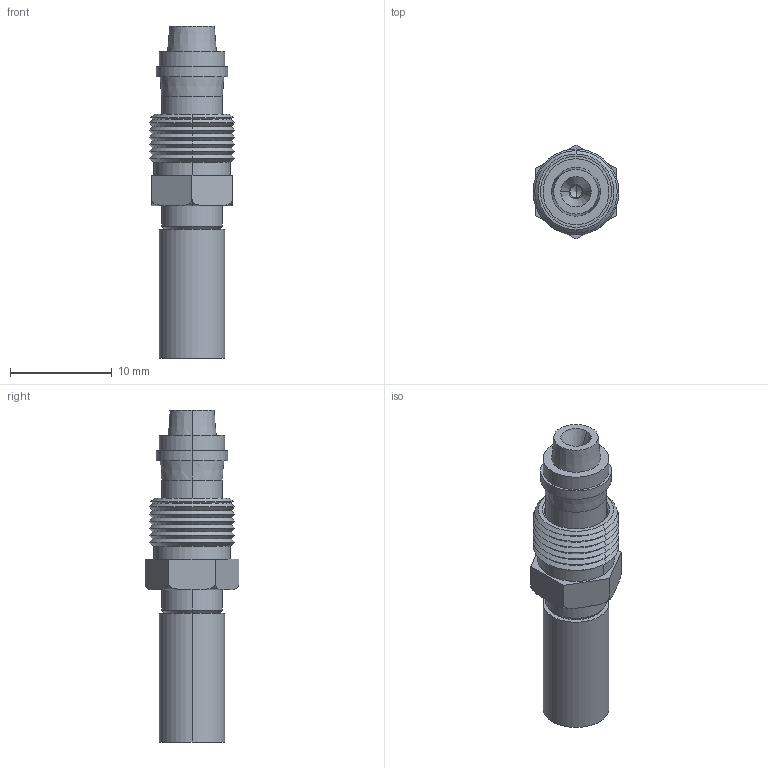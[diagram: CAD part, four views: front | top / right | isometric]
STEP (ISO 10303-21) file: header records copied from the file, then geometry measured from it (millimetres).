
FILE_DESCRIPTION (( 'STEP AP203' ), '1' );
FILE_NAME ('AFMEJ-1700.STEP', '2014-05-07T18:27:58', ( 'x' ), ( '' ), 'SwSTEP 2.0', 'SolidWorks 2014', '' );
FILE_SCHEMA (( 'CONFIG_CONTROL_DESIGN' ));
Length unit declared in the file: millimetre
Products named in the file (5): AFMEJ-1700-MA2; AFMEJ-1700; AFMEJ-1700-MA4; AFMEJ-1700-MA1_with finish; AFMEJ-1700-MA3
Assembly tree (4 placements, depth 2):
  AFMEJ-1700
    AFMEJ-1700-MA4
    AFMEJ-1700-MA1_with finish
    AFMEJ-1700-MA3
    AFMEJ-1700-MA2
Bounding box: 8.46 x 9.24 x 32.7 mm (x, y, z)
Volume: 816.7 mm3; surface area: 1925.7 mm2
Topology: 4 solids, 4 shells, 162 faces, 352 edges, 205 vertices
Faces by surface type: cone 68, plane 43, cylinder 42, torus 9
Entity records: 5189 total; most frequent: CARTESIAN_POINT 1102, DIRECTION 812, ORIENTED_EDGE 696, EDGE_CURVE 348, AXIS2_PLACEMENT_3D 339, VERTEX_POINT 205, EDGE_LOOP 183, CIRCLE 170
